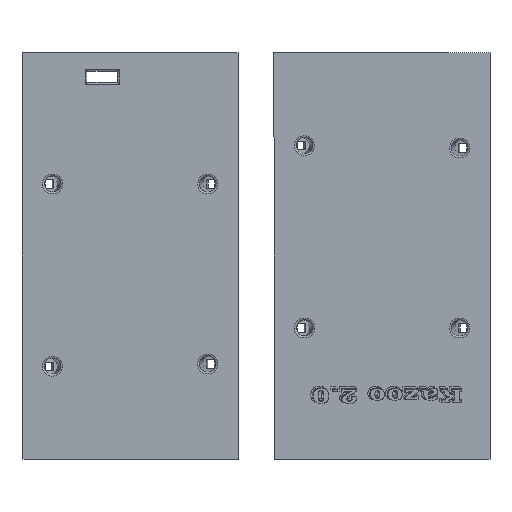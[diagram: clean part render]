
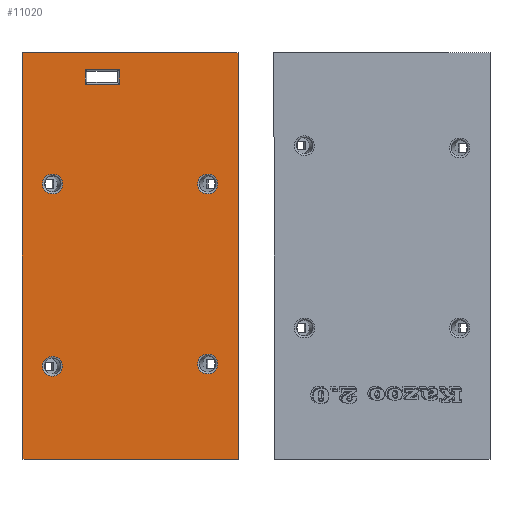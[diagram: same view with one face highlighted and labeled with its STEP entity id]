
A CAD part, front view. The second image highlights one B-rep face of the part: STEP entity #11020.
In plain terms, the highlighted planar face has unit normal (0, -1, 0).
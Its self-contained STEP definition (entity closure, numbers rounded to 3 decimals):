
#689=FACE_BOUND('',#1664,.T.);
#690=FACE_BOUND('',#1665,.T.);
#691=FACE_BOUND('',#1666,.T.);
#692=FACE_BOUND('',#1667,.T.);
#693=FACE_BOUND('',#1668,.T.);
#803=ELLIPSE('',#11711,2.81,2.75);
#804=ELLIPSE('',#11713,2.81,2.75);
#805=ELLIPSE('',#11714,2.81,2.75);
#806=ELLIPSE('',#11715,2.81,2.75);
#1020=FACE_OUTER_BOUND('',#1663,.T.);
#1663=EDGE_LOOP('',(#7875,#7876,#7877,#7878));
#1664=EDGE_LOOP('',(#7879));
#1665=EDGE_LOOP('',(#7880));
#1666=EDGE_LOOP('',(#7881,#7882,#7883,#7884));
#1667=EDGE_LOOP('',(#7885));
#1668=EDGE_LOOP('',(#7886));
#2372=LINE('',#14886,#3588);
#2520=LINE('',#15210,#3736);
#2573=LINE('',#15403,#3789);
#2574=LINE('',#15404,#3790);
#2575=LINE('',#15411,#3791);
#2576=LINE('',#15413,#3792);
#2577=LINE('',#15415,#3793);
#2578=LINE('',#15416,#3794);
#3588=VECTOR('',#12379,10.);
#3736=VECTOR('',#12667,10.);
#3789=VECTOR('',#12788,10.);
#3790=VECTOR('',#12789,10.);
#3791=VECTOR('',#12794,10.);
#3792=VECTOR('',#12795,10.);
#3793=VECTOR('',#12796,10.);
#3794=VECTOR('',#12797,10.);
#4773=VERTEX_POINT('',#14884);
#4774=VERTEX_POINT('',#14885);
#4879=VERTEX_POINT('',#15208);
#4880=VERTEX_POINT('',#15209);
#4925=VERTEX_POINT('',#15397);
#4927=VERTEX_POINT('',#15405);
#4928=VERTEX_POINT('',#15407);
#4929=VERTEX_POINT('',#15409);
#4930=VERTEX_POINT('',#15410);
#4931=VERTEX_POINT('',#15412);
#4932=VERTEX_POINT('',#15414);
#4933=VERTEX_POINT('',#15417);
#5847=EDGE_CURVE('',#4773,#4774,#2372,.T.);
#6005=EDGE_CURVE('',#4879,#4880,#2520,.T.);
#6072=EDGE_CURVE('',#4925,#4925,#803,.T.);
#6073=EDGE_CURVE('',#4880,#4773,#2573,.T.);
#6074=EDGE_CURVE('',#4774,#4879,#2574,.T.);
#6075=EDGE_CURVE('',#4927,#4927,#804,.T.);
#6076=EDGE_CURVE('',#4928,#4928,#805,.T.);
#6077=EDGE_CURVE('',#4929,#4930,#2575,.T.);
#6078=EDGE_CURVE('',#4931,#4929,#2576,.T.);
#6079=EDGE_CURVE('',#4932,#4931,#2577,.T.);
#6080=EDGE_CURVE('',#4930,#4932,#2578,.T.);
#6081=EDGE_CURVE('',#4933,#4933,#806,.T.);
#7875=ORIENTED_EDGE('',*,*,#6073,.F.);
#7876=ORIENTED_EDGE('',*,*,#6005,.F.);
#7877=ORIENTED_EDGE('',*,*,#6074,.F.);
#7878=ORIENTED_EDGE('',*,*,#5847,.F.);
#7879=ORIENTED_EDGE('',*,*,#6075,.F.);
#7880=ORIENTED_EDGE('',*,*,#6076,.F.);
#7881=ORIENTED_EDGE('',*,*,#6077,.F.);
#7882=ORIENTED_EDGE('',*,*,#6078,.F.);
#7883=ORIENTED_EDGE('',*,*,#6079,.F.);
#7884=ORIENTED_EDGE('',*,*,#6080,.F.);
#7885=ORIENTED_EDGE('',*,*,#6081,.F.);
#7886=ORIENTED_EDGE('',*,*,#6072,.F.);
#10563=PLANE('',#11712);
#11020=ADVANCED_FACE('',(#1020,#689,#690,#691,#692,#693),#10563,.F.);
#11711=AXIS2_PLACEMENT_3D('',#15401,#12784,#12785);
#11712=AXIS2_PLACEMENT_3D('',#15402,#12786,#12787);
#11713=AXIS2_PLACEMENT_3D('',#15406,#12790,#12791);
#11714=AXIS2_PLACEMENT_3D('',#15408,#12792,#12793);
#11715=AXIS2_PLACEMENT_3D('',#15418,#12798,#12799);
#12379=DIRECTION('',(-1.,0.,0.));
#12667=DIRECTION('',(1.,0.,0.));
#12784=DIRECTION('center_axis',(0.,-1.,0.));
#12785=DIRECTION('ref_axis',(1.,0.,0.));
#12786=DIRECTION('center_axis',(0.,1.,0.));
#12787=DIRECTION('ref_axis',(0.,0.,1.));
#12788=DIRECTION('',(0.,0.,-1.));
#12789=DIRECTION('',(0.,0.,1.));
#12790=DIRECTION('center_axis',(0.,-1.,0.));
#12791=DIRECTION('ref_axis',(1.,0.,0.));
#12792=DIRECTION('center_axis',(0.,-1.,0.));
#12793=DIRECTION('ref_axis',(1.,0.,0.));
#12794=DIRECTION('',(0.,0.,-1.));
#12795=DIRECTION('',(-1.,0.,0.));
#12796=DIRECTION('',(0.,0.,1.));
#12797=DIRECTION('',(1.,0.,0.));
#12798=DIRECTION('center_axis',(0.,-1.,0.));
#12799=DIRECTION('ref_axis',(1.,0.,0.));
#14884=CARTESIAN_POINT('',(30.,0.,-56.5));
#14885=CARTESIAN_POINT('',(-30.,0.,-56.5));
#14886=CARTESIAN_POINT('',(30.,0.,-56.5));
#15208=CARTESIAN_POINT('',(-30.,0.,56.5));
#15209=CARTESIAN_POINT('',(30.,0.,56.5));
#15210=CARTESIAN_POINT('',(-30.,0.,56.5));
#15397=CARTESIAN_POINT('',(18.746,0.,20.));
#15401=CARTESIAN_POINT('Origin',(21.557,0.,20.));
#15402=CARTESIAN_POINT('Origin',(0.,0.,0.));
#15403=CARTESIAN_POINT('',(30.,0.,56.5));
#15404=CARTESIAN_POINT('',(-30.,0.,-56.5));
#15405=CARTESIAN_POINT('',(18.746,0.,-30.));
#15406=CARTESIAN_POINT('Origin',(21.557,0.,-30.));
#15407=CARTESIAN_POINT('',(-24.322,0.,20.));
#15408=CARTESIAN_POINT('Origin',(-21.512,0.,20.));
#15409=CARTESIAN_POINT('',(-12.5,0.,51.8));
#15410=CARTESIAN_POINT('',(-12.5,0.,47.7));
#15411=CARTESIAN_POINT('',(-12.5,0.,25.65));
#15412=CARTESIAN_POINT('',(-3.,0.,51.8));
#15413=CARTESIAN_POINT('',(-1.75,0.,51.8));
#15414=CARTESIAN_POINT('',(-3.,0.,47.7));
#15415=CARTESIAN_POINT('',(-3.,0.,24.1));
#15416=CARTESIAN_POINT('',(-6.,0.,47.7));
#15417=CARTESIAN_POINT('',(-24.367,0.,-30.625));
#15418=CARTESIAN_POINT('Origin',(-21.557,0.,-30.625));
